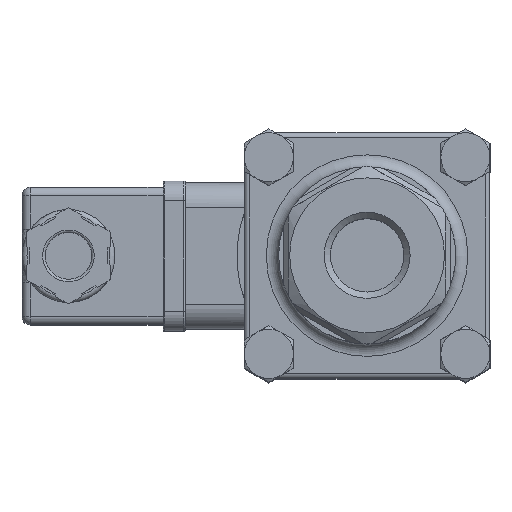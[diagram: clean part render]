
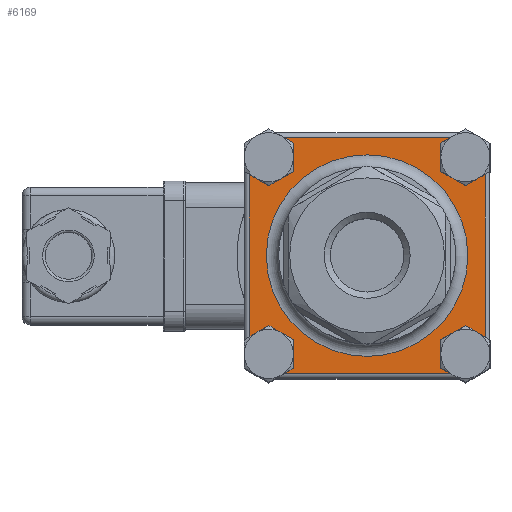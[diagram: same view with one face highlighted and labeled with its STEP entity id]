
A CAD part, top view. The second image highlights one B-rep face of the part: STEP entity #6169.
In plain terms, the highlighted planar face has unit normal (0, 0, 1).
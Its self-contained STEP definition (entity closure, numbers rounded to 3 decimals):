
#271=FACE_BOUND('',#908,.T.);
#323=PLANE('',#6639);
#533=FACE_OUTER_BOUND('',#907,.T.);
#907=EDGE_LOOP('',(#4141,#4142,#4143,#4144,#4145,#4146,#4147,#4148,#4149,
#4150,#4151));
#908=EDGE_LOOP('',(#4152));
#1309=CIRCLE('',#6637,20.5);
#1311=CIRCLE('',#6640,4.45);
#1312=CIRCLE('',#6641,4.45);
#1313=CIRCLE('',#6642,4.45);
#1314=CIRCLE('',#6643,4.45);
#1315=CIRCLE('',#6644,4.45);
#1316=CIRCLE('',#6645,4.45);
#1317=CIRCLE('',#6646,4.45);
#1639=LINE('',#9404,#2063);
#1640=LINE('',#9410,#2064);
#1641=LINE('',#9416,#2065);
#1642=LINE('',#9421,#2066);
#2063=VECTOR('',#7527,10.);
#2064=VECTOR('',#7532,10.);
#2065=VECTOR('',#7537,10.);
#2066=VECTOR('',#7542,10.);
#2548=VERTEX_POINT('',#9396);
#2549=VERTEX_POINT('',#9400);
#2550=VERTEX_POINT('',#9401);
#2551=VERTEX_POINT('',#9403);
#2552=VERTEX_POINT('',#9405);
#2553=VERTEX_POINT('',#9407);
#2554=VERTEX_POINT('',#9409);
#2555=VERTEX_POINT('',#9411);
#2556=VERTEX_POINT('',#9413);
#2557=VERTEX_POINT('',#9415);
#2558=VERTEX_POINT('',#9417);
#2559=VERTEX_POINT('',#9419);
#3150=EDGE_CURVE('',#2548,#2548,#1309,.T.);
#3152=EDGE_CURVE('',#2549,#2550,#1311,.T.);
#3153=EDGE_CURVE('',#2551,#2550,#1639,.T.);
#3154=EDGE_CURVE('',#2551,#2552,#1312,.T.);
#3155=EDGE_CURVE('',#2552,#2553,#1313,.T.);
#3156=EDGE_CURVE('',#2554,#2553,#1640,.T.);
#3157=EDGE_CURVE('',#2554,#2555,#1314,.T.);
#3158=EDGE_CURVE('',#2555,#2556,#1315,.T.);
#3159=EDGE_CURVE('',#2557,#2556,#1641,.T.);
#3160=EDGE_CURVE('',#2557,#2558,#1316,.T.);
#3161=EDGE_CURVE('',#2558,#2559,#1317,.T.);
#3162=EDGE_CURVE('',#2549,#2559,#1642,.T.);
#4141=ORIENTED_EDGE('',*,*,#3152,.T.);
#4142=ORIENTED_EDGE('',*,*,#3153,.F.);
#4143=ORIENTED_EDGE('',*,*,#3154,.T.);
#4144=ORIENTED_EDGE('',*,*,#3155,.T.);
#4145=ORIENTED_EDGE('',*,*,#3156,.F.);
#4146=ORIENTED_EDGE('',*,*,#3157,.T.);
#4147=ORIENTED_EDGE('',*,*,#3158,.T.);
#4148=ORIENTED_EDGE('',*,*,#3159,.F.);
#4149=ORIENTED_EDGE('',*,*,#3160,.T.);
#4150=ORIENTED_EDGE('',*,*,#3161,.T.);
#4151=ORIENTED_EDGE('',*,*,#3162,.F.);
#4152=ORIENTED_EDGE('',*,*,#3150,.F.);
#6169=ADVANCED_FACE('',(#533,#271),#323,.T.);
#6637=AXIS2_PLACEMENT_3D('',#9397,#7519,#7520);
#6639=AXIS2_PLACEMENT_3D('',#9399,#7523,#7524);
#6640=AXIS2_PLACEMENT_3D('',#9402,#7525,#7526);
#6641=AXIS2_PLACEMENT_3D('',#9406,#7528,#7529);
#6642=AXIS2_PLACEMENT_3D('',#9408,#7530,#7531);
#6643=AXIS2_PLACEMENT_3D('',#9412,#7533,#7534);
#6644=AXIS2_PLACEMENT_3D('',#9414,#7535,#7536);
#6645=AXIS2_PLACEMENT_3D('',#9418,#7538,#7539);
#6646=AXIS2_PLACEMENT_3D('',#9420,#7540,#7541);
#7519=DIRECTION('center_axis',(0.,0.,1.));
#7520=DIRECTION('ref_axis',(-1.,0.,0.));
#7523=DIRECTION('center_axis',(0.,0.,1.));
#7524=DIRECTION('ref_axis',(1.,0.,0.));
#7525=DIRECTION('center_axis',(0.,0.,-1.));
#7526=DIRECTION('ref_axis',(-0.866,-0.5,0.));
#7527=DIRECTION('',(1.,0.,0.));
#7528=DIRECTION('center_axis',(0.,0.,-1.));
#7529=DIRECTION('ref_axis',(-0.866,-0.5,0.));
#7530=DIRECTION('center_axis',(0.,0.,-1.));
#7531=DIRECTION('ref_axis',(-0.866,-0.5,0.));
#7532=DIRECTION('',(0.,1.,0.));
#7533=DIRECTION('center_axis',(0.,0.,-1.));
#7534=DIRECTION('ref_axis',(-0.866,-0.5,0.));
#7535=DIRECTION('center_axis',(0.,0.,-1.));
#7536=DIRECTION('ref_axis',(-0.866,-0.5,0.));
#7537=DIRECTION('',(-1.,0.,0.));
#7538=DIRECTION('center_axis',(0.,0.,-1.));
#7539=DIRECTION('ref_axis',(-0.866,-0.5,0.));
#7540=DIRECTION('center_axis',(0.,0.,-1.));
#7541=DIRECTION('ref_axis',(-0.866,-0.5,0.));
#7542=DIRECTION('',(0.,-1.,0.));
#9396=CARTESIAN_POINT('',(-20.5,0.,8.5));
#9397=CARTESIAN_POINT('Origin',(0.,0.,8.5));
#9399=CARTESIAN_POINT('Origin',(0.,0.,8.5));
#9400=CARTESIAN_POINT('',(24.,18.05,8.5));
#9401=CARTESIAN_POINT('',(18.05,24.,8.5));
#9402=CARTESIAN_POINT('Origin',(20.,20.,8.5));
#9403=CARTESIAN_POINT('',(-18.05,24.,8.5));
#9404=CARTESIAN_POINT('',(-12.5,24.,8.5));
#9405=CARTESIAN_POINT('',(-16.146,22.225,8.5));
#9406=CARTESIAN_POINT('Origin',(-20.,20.,8.5));
#9407=CARTESIAN_POINT('',(-24.,18.05,8.5));
#9408=CARTESIAN_POINT('Origin',(-20.,20.,8.5));
#9409=CARTESIAN_POINT('',(-24.,-18.05,8.5));
#9410=CARTESIAN_POINT('',(-24.,-12.5,8.5));
#9411=CARTESIAN_POINT('',(-16.146,-17.775,8.5));
#9412=CARTESIAN_POINT('Origin',(-20.,-20.,8.5));
#9413=CARTESIAN_POINT('',(-18.05,-24.,8.5));
#9414=CARTESIAN_POINT('Origin',(-20.,-20.,8.5));
#9415=CARTESIAN_POINT('',(18.05,-24.,8.5));
#9416=CARTESIAN_POINT('',(12.5,-24.,8.5));
#9417=CARTESIAN_POINT('',(23.854,-17.775,8.5));
#9418=CARTESIAN_POINT('Origin',(20.,-20.,8.5));
#9419=CARTESIAN_POINT('',(24.,-18.05,8.5));
#9420=CARTESIAN_POINT('Origin',(20.,-20.,8.5));
#9421=CARTESIAN_POINT('',(24.,12.5,8.5));
